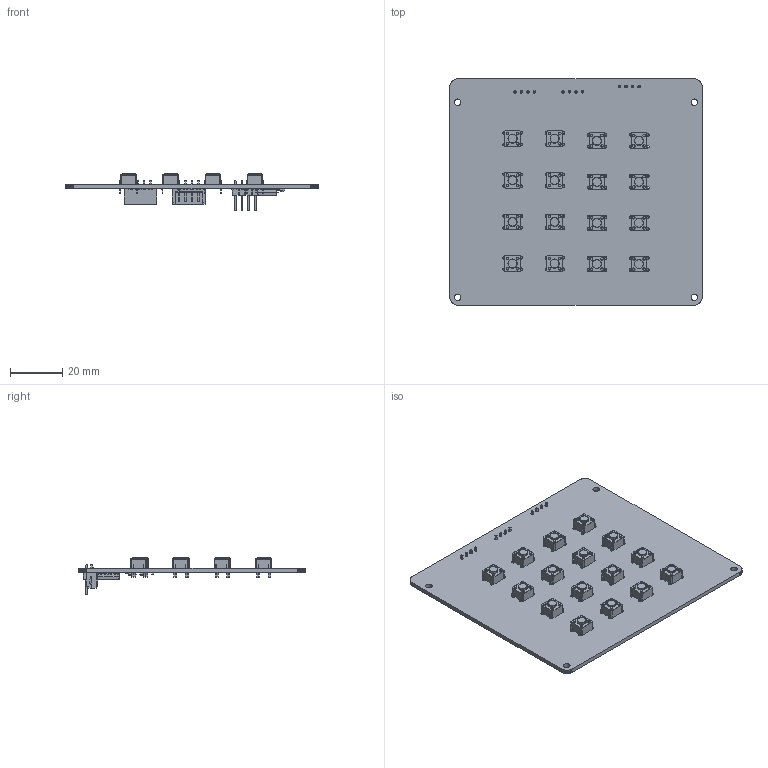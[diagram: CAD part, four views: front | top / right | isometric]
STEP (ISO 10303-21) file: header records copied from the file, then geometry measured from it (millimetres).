
FILE_DESCRIPTION(('KiCad electronic assembly'),'2;1');
FILE_NAME('teclado 4x4 i2c.step','2023-12-23T12:03:38',('Pcbnew'),( 'Kicad'),'Open CASCADE STEP processor 7.7','KiCad to STEP converter' ,'Unknown');
FILE_SCHEMA(('AUTOMOTIVE_DESIGN { 1 0 10303 214 1 1 1 1 }'));
Length unit declared in the file: millimetre
Products named in the file (16): teclado 4x4 i2c 1; SW_PUSH_6mm_H4.3mm; SOLID; SOT-23; C_0603_1608Metric; JST_EH_B4B-EH-A_1x04_P2.50mm_Vertical; R_0402_1005Metric; PinHeader_1x04_P2.54mm_Vertical; SOIC-16W_7.5x10.3mm_P1.27mm; _autosave-teclado 4x4 i2c PCB
Assembly tree (38 placements, depth 3):
  teclado 4x4 i2c 1
    SW_PUSH_6mm_H4.3mm  x16
      SOLID
    SOT-23  x2
      SOLID
    C_0603_1608Metric
      SOLID
    JST_EH_B4B-EH-A_1x04_P2.50mm_Vertical  x2
      SOLID
    R_0402_1005Metric  x7
      SOLID
    PinHeader_1x04_P2.54mm_Vertical
      SOLID
    SOIC-16W_7.5x10.3mm_P1.27mm
      SOLID
    _autosave-teclado 4x4 i2c PCB
Bounding box: 97 x 87 x 14.54 mm (x, y, z)
Volume: 16126.9 mm3; surface area: 22333.5 mm2
Topology: 31 solids, 31 shells, 2812 faces, 7377 edges, 4734 vertices
Faces by surface type: plane 1809, cylinder 893, bspline 94, torus 16
Full cylindrical faces by diameter (mm): 0.6 x1, 0.95 x8, 1 x68, 1.1 x64, 2.5 x4, 3.5 x16
Entity records: 63573 total; most frequent: CARTESIAN_POINT 11731, DIRECTION 8563, LINE 5856, VECTOR 5856, ORIENTED_EDGE 4620, PCURVE 4620, DEFINITIONAL_REPRESENTATION 4620, EDGE_CURVE 2310
